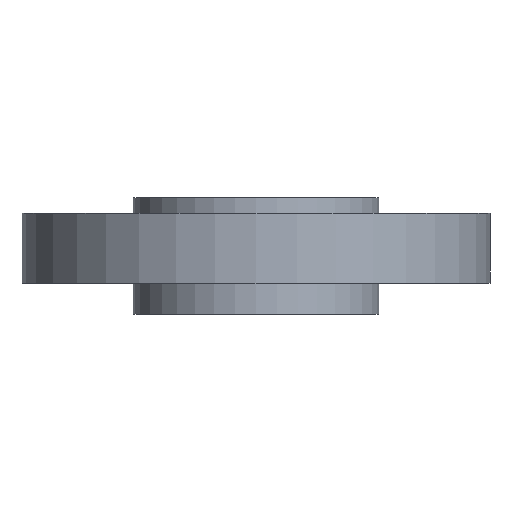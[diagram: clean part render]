
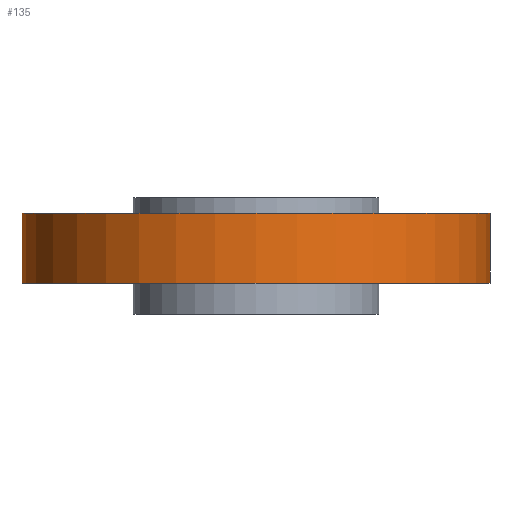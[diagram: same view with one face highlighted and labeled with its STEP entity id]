
A CAD part, front view. The second image highlights one B-rep face of the part: STEP entity #135.
In plain terms, the highlighted cylindrical face has radius 95.25 mm (diameter 190.5 mm), a partial arc.
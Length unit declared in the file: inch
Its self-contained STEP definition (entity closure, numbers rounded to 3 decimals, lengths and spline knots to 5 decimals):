
#54 = CYLINDRICAL_SURFACE ( 'NONE', #594, 3.75 ) ;
#60 = DIRECTION ( 'NONE',  ( 0., 0., 1. ) ) ;
#105 = CARTESIAN_POINT ( 'NONE',  ( 3.75, 0., -1.37 ) ) ;
#135 = ADVANCED_FACE ( 'NONE', ( #798 ), #54, .T. ) ;
#144 = EDGE_CURVE ( 'NONE', #1037, #852, #645, .T. ) ;
#169 = VECTOR ( 'NONE', #227, 39.37008 ) ;
#226 = CIRCLE ( 'NONE', #678, 3.75 ) ;
#227 = DIRECTION ( 'NONE',  ( 0., 0., 1. ) ) ;
#241 = EDGE_CURVE ( 'NONE', #681, #852, #226, .T. ) ;
#269 = CIRCLE ( 'NONE', #574, 3.75 ) ;
#305 = CARTESIAN_POINT ( 'NONE',  ( 0., 0., -11.9766 ) ) ;
#351 = VERTEX_POINT ( 'NONE', #945 ) ;
#373 = DIRECTION ( 'NONE',  ( 0., 0., -1. ) ) ;
#446 = VECTOR ( 'NONE', #1027, 39.37008 ) ;
#455 = EDGE_LOOP ( 'NONE', ( #704, #995, #779, #719 ) ) ;
#496 = DIRECTION ( 'NONE',  ( 1., 0., 0. ) ) ;
#574 = AXIS2_PLACEMENT_3D ( 'NONE', #767, #373, #605 ) ;
#589 = CARTESIAN_POINT ( 'NONE',  ( 0., 0., -0.25 ) ) ;
#594 = AXIS2_PLACEMENT_3D ( 'NONE', #305, #60, #1061 ) ;
#605 = DIRECTION ( 'NONE',  ( 1., 0., 0. ) ) ;
#612 = EDGE_CURVE ( 'NONE', #351, #681, #695, .T. ) ;
#645 = LINE ( 'NONE', #980, #169 ) ;
#667 = DIRECTION ( 'NONE',  ( 0., 0., 1. ) ) ;
#678 = AXIS2_PLACEMENT_3D ( 'NONE', #589, #667, #496 ) ;
#681 = VERTEX_POINT ( 'NONE', #865 ) ;
#695 = LINE ( 'NONE', #953, #446 ) ;
#704 = ORIENTED_EDGE ( 'NONE', *, *, #612, .F. ) ;
#719 = ORIENTED_EDGE ( 'NONE', *, *, #241, .F. ) ;
#767 = CARTESIAN_POINT ( 'NONE',  ( 0., 0., -1.37 ) ) ;
#779 = ORIENTED_EDGE ( 'NONE', *, *, #144, .T. ) ;
#798 = FACE_OUTER_BOUND ( 'NONE', #455, .T. ) ;
#852 = VERTEX_POINT ( 'NONE', #1068 ) ;
#865 = CARTESIAN_POINT ( 'NONE',  ( -3.75, 0., -0.25 ) ) ;
#945 = CARTESIAN_POINT ( 'NONE',  ( -3.75, 0., -1.37 ) ) ;
#953 = CARTESIAN_POINT ( 'NONE',  ( -3.75, 0., -11.9766 ) ) ;
#980 = CARTESIAN_POINT ( 'NONE',  ( 3.75, 0., -11.9766 ) ) ;
#995 = ORIENTED_EDGE ( 'NONE', *, *, #1019, .F. ) ;
#1019 = EDGE_CURVE ( 'NONE', #1037, #351, #269, .T. ) ;
#1027 = DIRECTION ( 'NONE',  ( 0., 0., 1. ) ) ;
#1037 = VERTEX_POINT ( 'NONE', #105 ) ;
#1061 = DIRECTION ( 'NONE',  ( 1., 0., 0. ) ) ;
#1068 = CARTESIAN_POINT ( 'NONE',  ( 3.75, 0., -0.25 ) ) ;
